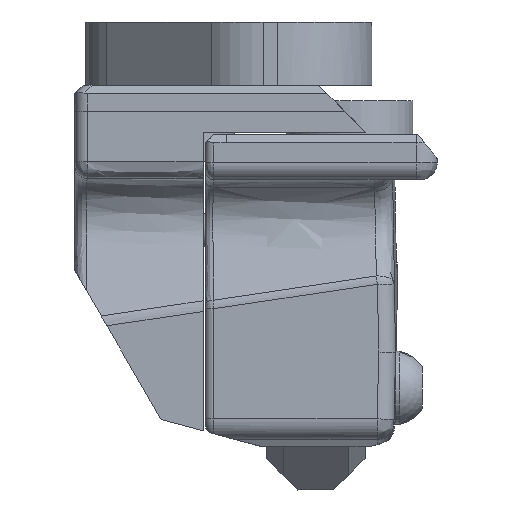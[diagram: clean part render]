
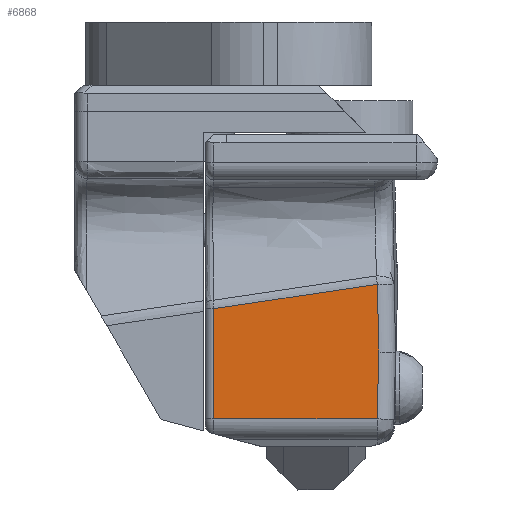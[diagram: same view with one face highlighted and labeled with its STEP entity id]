
A CAD part, left-side view. The second image highlights one B-rep face of the part: STEP entity #6868.
In plain terms, the highlighted planar face has unit normal (-1, 0, 0).
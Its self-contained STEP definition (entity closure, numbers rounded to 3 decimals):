
#267=B_SPLINE_CURVE_WITH_KNOTS('',3,(#13107,#13108,#13109,#13110),
 .UNSPECIFIED.,.F.,.F.,(4,4),(-0.872,-0.085),
 .UNSPECIFIED.);
#462=PLANE('',#7448);
#877=FACE_OUTER_BOUND('',#1277,.T.);
#1277=EDGE_LOOP('',(#5788,#5789,#5790,#5791,#5792));
#1741=LINE('',#12022,#2320);
#1742=LINE('',#12025,#2321);
#1802=LINE('',#13113,#2381);
#1803=LINE('',#13114,#2382);
#2320=VECTOR('',#8702,10.);
#2321=VECTOR('',#8705,10.);
#2381=VECTOR('',#8893,10.);
#2382=VECTOR('',#8894,10.);
#3143=VERTEX_POINT('',#11982);
#3144=VERTEX_POINT('',#11986);
#3145=VERTEX_POINT('',#12024);
#3251=VERTEX_POINT('',#13102);
#3252=VERTEX_POINT('',#13112);
#4004=EDGE_CURVE('',#3143,#3144,#1741,.T.);
#4005=EDGE_CURVE('',#3144,#3145,#1742,.T.);
#4154=EDGE_CURVE('',#3251,#3143,#267,.T.);
#4155=EDGE_CURVE('',#3252,#3251,#1802,.T.);
#4156=EDGE_CURVE('',#3145,#3252,#1803,.T.);
#5788=ORIENTED_EDGE('',*,*,#4155,.F.);
#5789=ORIENTED_EDGE('',*,*,#4156,.F.);
#5790=ORIENTED_EDGE('',*,*,#4005,.F.);
#5791=ORIENTED_EDGE('',*,*,#4004,.F.);
#5792=ORIENTED_EDGE('',*,*,#4154,.F.);
#6868=ADVANCED_FACE('',(#877),#462,.F.);
#7448=AXIS2_PLACEMENT_3D('',#13111,#8891,#8892);
#8702=DIRECTION('',(0.,-0.019,-1.));
#8705=DIRECTION('',(0.,0.023,-1.));
#8891=DIRECTION('center_axis',(1.,0.,0.));
#8892=DIRECTION('ref_axis',(0.,0.,-1.));
#8893=DIRECTION('',(0.,0.,1.));
#8894=DIRECTION('',(0.,1.,0.));
#11982=CARTESIAN_POINT('',(125.834,282.364,-21.251));
#11986=CARTESIAN_POINT('',(125.834,282.302,-24.471));
#12022=CARTESIAN_POINT('',(125.834,282.43,-17.805));
#12024=CARTESIAN_POINT('',(125.834,282.375,-27.652));
#12025=CARTESIAN_POINT('',(125.834,282.306,-24.675));
#13102=CARTESIAN_POINT('',(125.834,290.149,-22.412));
#13107=CARTESIAN_POINT('Ctrl Pts',(125.834,290.149,-22.412));
#13108=CARTESIAN_POINT('Ctrl Pts',(125.834,287.554,-22.025));
#13109=CARTESIAN_POINT('Ctrl Pts',(125.834,284.959,-21.638));
#13110=CARTESIAN_POINT('Ctrl Pts',(125.834,282.364,-21.251));
#13111=CARTESIAN_POINT('Origin',(125.834,284.542,-20.08));
#13112=CARTESIAN_POINT('',(125.834,290.149,-27.652));
#13113=CARTESIAN_POINT('',(125.834,290.149,-20.107));
#13114=CARTESIAN_POINT('',(125.834,282.033,-27.652));
